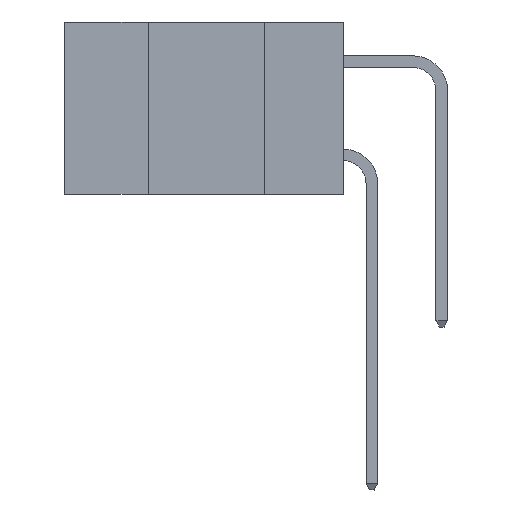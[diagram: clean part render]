
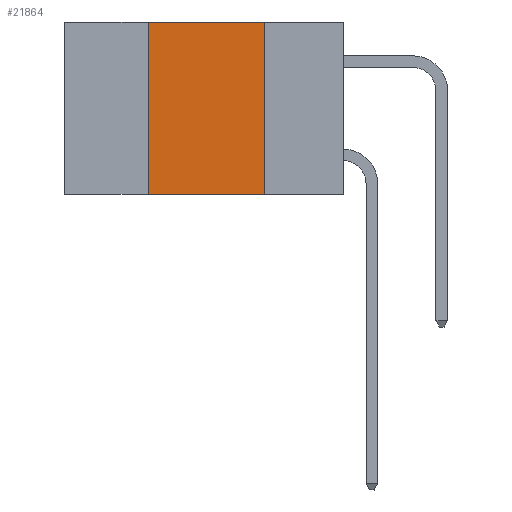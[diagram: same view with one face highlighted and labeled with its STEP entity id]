
A CAD part, left-side view. The second image highlights one B-rep face of the part: STEP entity #21864.
In plain terms, the highlighted planar face has unit normal (-1, 0, 0).
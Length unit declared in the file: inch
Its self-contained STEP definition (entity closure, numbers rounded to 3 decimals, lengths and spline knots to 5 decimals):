
#258 = LINE ( 'NONE', #1645, #6444 ) ;
#615 = EDGE_CURVE ( 'NONE', #9436, #12007, #258, .T. ) ;
#1645 = CARTESIAN_POINT ( 'NONE',  ( 0., 0.17, 0. ) ) ;
#1994 = DIRECTION ( 'NONE',  ( 0., 0., -1. ) ) ;
#2120 = EDGE_CURVE ( 'NONE', #10994, #15179, #8751, .T. ) ;
#2390 = ORIENTED_EDGE ( 'NONE', *, *, #8731, .T. ) ;
#3003 = FACE_OUTER_BOUND ( 'NONE', #6637, .T. ) ;
#3993 = AXIS2_PLACEMENT_3D ( 'NONE', #8841, #19225, #1994 ) ;
#4079 = ORIENTED_EDGE ( 'NONE', *, *, #615, .F. ) ;
#4284 = DIRECTION ( 'NONE',  ( 0., -1., 0. ) ) ;
#4962 = CARTESIAN_POINT ( 'NONE',  ( 0., 0.42, 0. ) ) ;
#5167 = VECTOR ( 'NONE', #4284, 39.37008 ) ;
#5674 = VECTOR ( 'NONE', #14197, 39.37008 ) ;
#5972 = CARTESIAN_POINT ( 'NONE',  ( 0., 0.17, 0. ) ) ;
#6262 = LINE ( 'NONE', #19642, #5167 ) ;
#6444 = VECTOR ( 'NONE', #8937, 39.37008 ) ;
#6637 = EDGE_LOOP ( 'NONE', ( #4079, #7454, #17213, #2390 ) ) ;
#6853 = CARTESIAN_POINT ( 'NONE',  ( 0., 0.42, 0. ) ) ;
#7454 = ORIENTED_EDGE ( 'NONE', *, *, #16659, .F. ) ;
#8375 = DIRECTION ( 'NONE',  ( 0., 0., 1. ) ) ;
#8731 = EDGE_CURVE ( 'NONE', #10994, #12007, #10191, .T. ) ;
#8751 = LINE ( 'NONE', #4962, #21287 ) ;
#8841 = CARTESIAN_POINT ( 'NONE',  ( 0., 0.6, 0. ) ) ;
#8937 = DIRECTION ( 'NONE',  ( 0., 0., -1. ) ) ;
#9436 = VERTEX_POINT ( 'NONE', #5972 ) ;
#10191 = LINE ( 'NONE', #12547, #5674 ) ;
#10957 = CARTESIAN_POINT ( 'NONE',  ( 0., 0.42, -0.37 ) ) ;
#10994 = VERTEX_POINT ( 'NONE', #10957 ) ;
#12007 = VERTEX_POINT ( 'NONE', #12094 ) ;
#12094 = CARTESIAN_POINT ( 'NONE',  ( 0., 0.17, -0.37 ) ) ;
#12547 = CARTESIAN_POINT ( 'NONE',  ( 0., 0.6, -0.37 ) ) ;
#14197 = DIRECTION ( 'NONE',  ( 0., -1., 0. ) ) ;
#15179 = VERTEX_POINT ( 'NONE', #6853 ) ;
#15776 = PLANE ( 'NONE',  #3993 ) ;
#16659 = EDGE_CURVE ( 'NONE', #15179, #9436, #6262, .T. ) ;
#17213 = ORIENTED_EDGE ( 'NONE', *, *, #2120, .F. ) ;
#19225 = DIRECTION ( 'NONE',  ( 1., 0., 0. ) ) ;
#19642 = CARTESIAN_POINT ( 'NONE',  ( 0., 0.6, 0. ) ) ;
#21287 = VECTOR ( 'NONE', #8375, 39.37008 ) ;
#21864 = ADVANCED_FACE ( 'NONE', ( #3003 ), #15776, .F. ) ;
